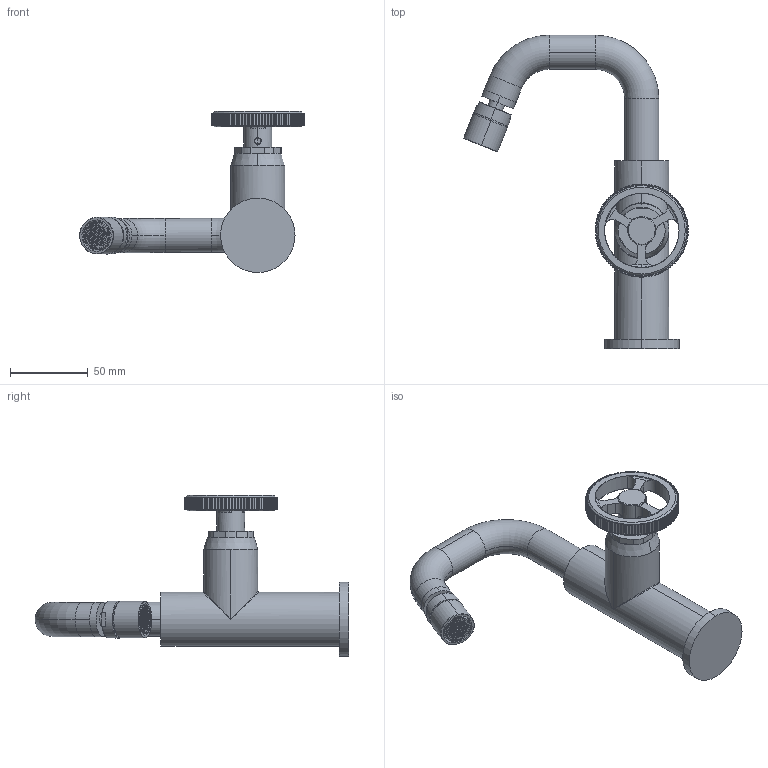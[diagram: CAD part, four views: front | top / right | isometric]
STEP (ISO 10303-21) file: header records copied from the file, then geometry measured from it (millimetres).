
FILE_DESCRIPTION (( 'STEP AP214' ), '1' );
FILE_NAME ('STEP33086(2)^33086.STEP', '2023-10-06T14:31:20', ( '' ), ( '' ), 'SwSTEP 2.0', 'SolidWorks 2018', '' );
FILE_SCHEMA (( 'AUTOMOTIVE_DESIGN' ));
Length unit declared in the file: millimetre
Products named in the file (1): STEP33086(2)^33086
Bounding box: 144.77 x 202 x 103.8 mm (x, y, z)
Surface area: 48354 mm2 (no closed solid volume)
Topology: 0 solids, 8 shells, 642 faces, 2153 edges, 1502 vertices
Faces by surface type: plane 280, cylinder 210, cone 111, torus 34, bspline 4, sphere 3
Entity records: 34941 total; most frequent: CARTESIAN_POINT 9230, DIRECTION 3919, ORIENTED_EDGE 3659, EDGE_CURVE 2149, VERTEX_POINT 1502, AXIS2_PLACEMENT_3D 1392, LINE 1135, VECTOR 1135
